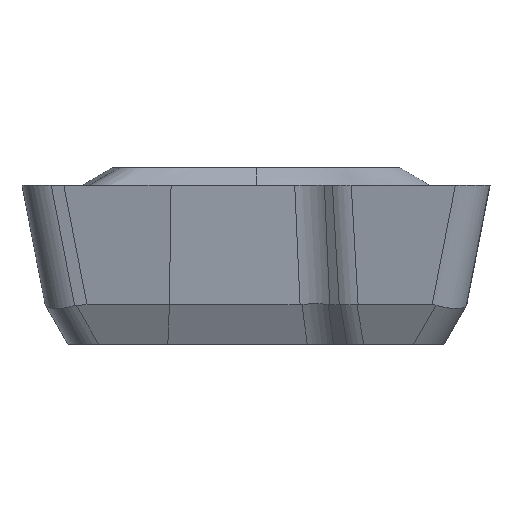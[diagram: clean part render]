
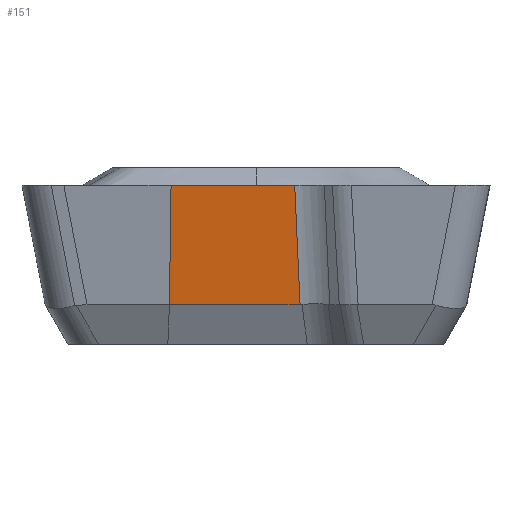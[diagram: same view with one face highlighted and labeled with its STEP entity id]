
A CAD part, front view. The second image highlights one B-rep face of the part: STEP entity #151.
In plain terms, the highlighted planar face has unit normal (0.137, -0.972, -0.191).
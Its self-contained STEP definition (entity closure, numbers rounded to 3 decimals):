
#84=FACE_OUTER_BOUND('',#281,.T.);
#151=ADVANCED_FACE('',(#84),#215,.T.);
#215=PLANE('',#1723);
#281=EDGE_LOOP('',(#453,#454,#455,#456));
#453=ORIENTED_EDGE('',*,*,#857,.F.);
#454=ORIENTED_EDGE('',*,*,#893,.T.);
#455=ORIENTED_EDGE('',*,*,#959,.F.);
#456=ORIENTED_EDGE('',*,*,#960,.T.);
#727=VERTEX_POINT('',#2298);
#728=VERTEX_POINT('',#2300);
#762=VERTEX_POINT('',#2502);
#818=VERTEX_POINT('',#2865);
#857=EDGE_CURVE('',#727,#728,#1390,.T.);
#893=EDGE_CURVE('',#727,#762,#1410,.T.);
#959=EDGE_CURVE('',#818,#762,#1449,.T.);
#960=EDGE_CURVE('',#818,#728,#1450,.T.);
#1390=LINE('',#2299,#1530);
#1410=LINE('',#2503,#1550);
#1449=LINE('',#2864,#1589);
#1450=LINE('',#2866,#1590);
#1530=VECTOR('',#1877,1.);
#1550=VECTOR('',#1923,1.);
#1589=VECTOR('',#2032,1.);
#1590=VECTOR('',#2033,1.);
#1723=AXIS2_PLACEMENT_3D('',#2867,#2034,#2035);
#1877=DIRECTION('',(0.99,0.139,0.));
#1923=DIRECTION('',(-0.013,0.191,-0.982));
#2032=DIRECTION('',(-0.99,-0.139,0.));
#2033=DIRECTION('',(-0.044,-0.198,0.979));
#2034=DIRECTION('',(0.137,-0.972,-0.191));
#2035=DIRECTION('',(0.,0.193,-0.981));
#2298=CARTESIAN_POINT('',(-1.924,-5.3,-0.4));
#2299=CARTESIAN_POINT('',(-1.924,-5.3,-0.4));
#2300=CARTESIAN_POINT('',(0.877,-4.906,-0.4));
#2502=CARTESIAN_POINT('',(-1.961,-4.775,-3.1));
#2503=CARTESIAN_POINT('',(-1.924,-5.3,-0.4));
#2864=CARTESIAN_POINT('',(-1.997,-4.78,-3.1));
#2865=CARTESIAN_POINT('',(0.998,-4.359,-3.1));
#2866=CARTESIAN_POINT('',(0.878,-4.901,-0.426));
#2867=CARTESIAN_POINT('',(-1.924,-5.3,-0.4));
